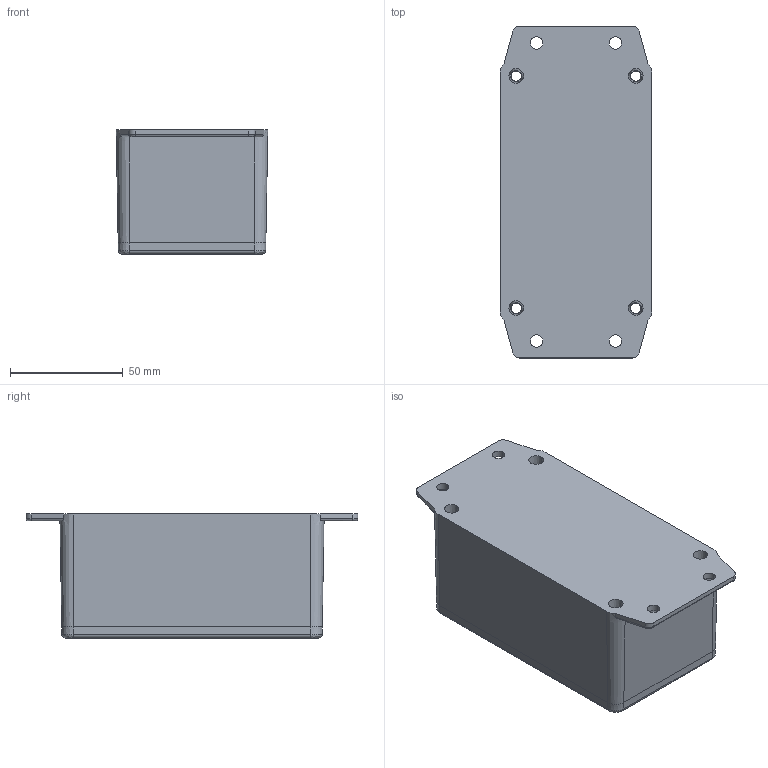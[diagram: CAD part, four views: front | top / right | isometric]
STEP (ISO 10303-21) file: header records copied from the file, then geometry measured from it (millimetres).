
FILE_DESCRIPTION (( 'STEP AP214' ), '1' );
FILE_NAME ('G111MF.STEP', '2010-12-17T08:50:51', ( 'NEF User' ), ( 'NEF User' ), 'SwSTEP 2.0', 'SolidWorks 2010', '' );
FILE_SCHEMA (( 'AUTOMOTIVE_DESIGN' ));
Length unit declared in the file: millimetre
Products named in the file (3): G106-COVER; G111-BASE; G111MF
Assembly tree (2 placements, depth 2):
  G111MF
    G111-BASE
    G106-COVER
Bounding box: 67.25 x 147.25 x 55 mm (x, y, z)
Volume: 132717.2 mm3; surface area: 78894.7 mm2
Topology: 2 solids, 2 shells, 392 faces, 1000 edges, 631 vertices
Faces by surface type: plane 151, cylinder 148, cone 40, bspline 32, torus 16, sphere 5
Entity records: 14849 total; most frequent: CARTESIAN_POINT 5301, DIRECTION 2000, ORIENTED_EDGE 1996, EDGE_CURVE 998, AXIS2_PLACEMENT_3D 744, VERTEX_POINT 631, VECTOR 512, LINE 512
